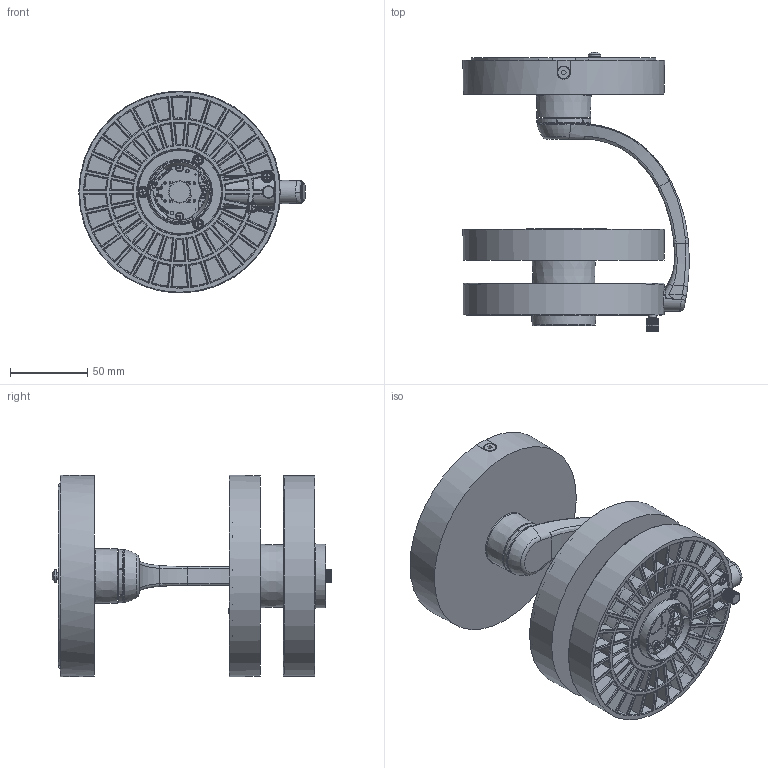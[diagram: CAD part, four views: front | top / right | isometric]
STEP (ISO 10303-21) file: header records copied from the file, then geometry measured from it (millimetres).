
FILE_DESCRIPTION (( 'STEP AP203' ), '1' );
FILE_NAME ('CATA CEILING.STEP', '2016-09-22T15:39:14', ( '' ), ( '' ), 'SwSTEP 2.0', 'SolidWorks 2012', '' );
FILE_SCHEMA (( 'CONFIG_CONTROL_DESIGN' ));
Products named in the file (1): CATA CEILING
Bounding box: 146.67 x 181.36 x 130.7 mm (x, y, z)
Volume: 308732.8 mm3; surface area: 281593.9 mm2
Topology: 28 solids, 31 shells, 4198 faces, 10789 edges, 6690 vertices
Faces by surface type: plane 1736, cylinder 986, bspline 520, torus 427, cone 413, sphere 116
Full cylindrical faces by diameter (mm): 0.6 x10, 0.8 x6, 1 x23, 1.2 x6, 1.5 x11, 1.6 x8, 2 x2, 2.5 x1, 2.7 x2, 2.75 x9, 3 x9, 3.2 x3, 3.3 x3, 3.4 x2, 4 x8, 5.4 x7, 6 x6, 7.6 x2, 8 x1, 10 x1, 14 x2, 15 x1, 16 x1, 30 x1, 36.2 x1, 40 x1, 41 x2, 130 x1
Entity records: 153027 total; most frequent: CARTESIAN_POINT 59925, ORIENTED_EDGE 20644, DIRECTION 16828, EDGE_CURVE 10322, VERTEX_POINT 6559, AXIS2_PLACEMENT_3D 6250, EDGE_LOOP 4869, FACE_OUTER_BOUND 4351
